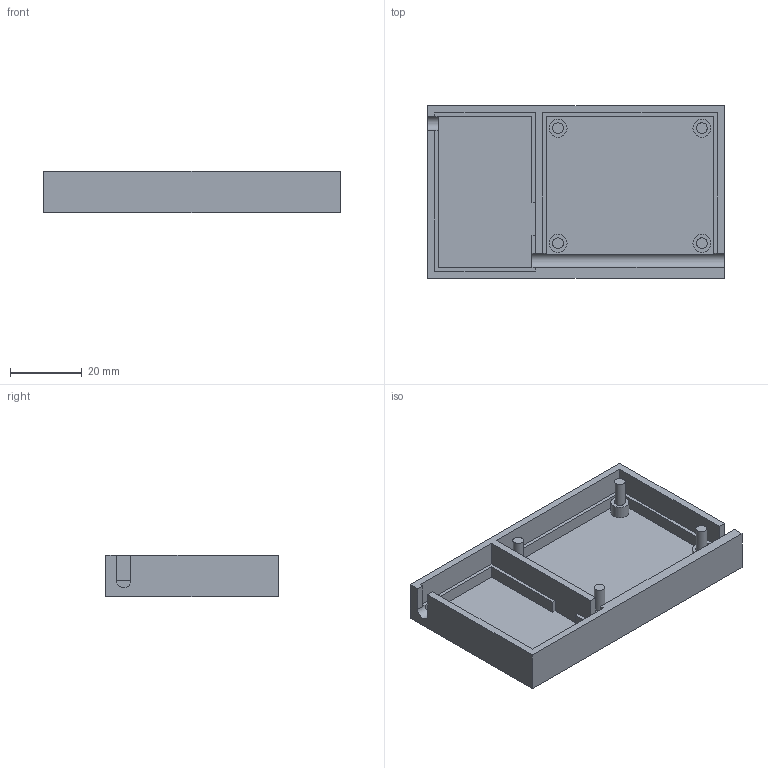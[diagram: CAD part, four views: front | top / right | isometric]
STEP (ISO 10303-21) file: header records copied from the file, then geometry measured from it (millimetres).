
FILE_DESCRIPTION(('FreeCAD Model'),'2;1');
FILE_NAME('Open CASCADE Shape Model','2025-11-22T19:26:04',(''),(''), 'Open CASCADE STEP processor 7.8','FreeCAD','Unknown');
FILE_SCHEMA(('AUTOMOTIVE_DESIGN { 1 0 10303 214 1 1 1 1 }'));
Length unit declared in the file: millimetre
Products named in the file (1): Base
Bounding box: 82.5 x 48 x 11.5 mm (x, y, z)
Volume: 12169 mm3; surface area: 14685.8 mm2
Topology: 1 solids, 1 shells, 56 faces, 130 edges, 84 vertices
Faces by surface type: plane 46, cylinder 10
Full cylindrical faces by diameter (mm): 3 x4, 5 x4
Entity records: 1594 total; most frequent: CARTESIAN_POINT 271, DIRECTION 266, ORIENTED_EDGE 260, EDGE_CURVE 130, LINE 108, VECTOR 108, VERTEX_POINT 84, AXIS2_PLACEMENT_3D 79
